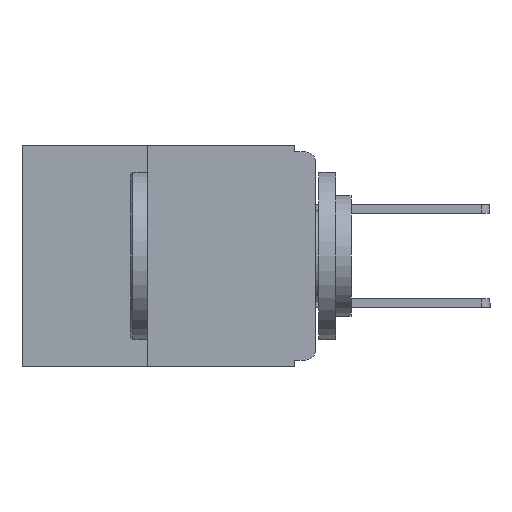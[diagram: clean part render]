
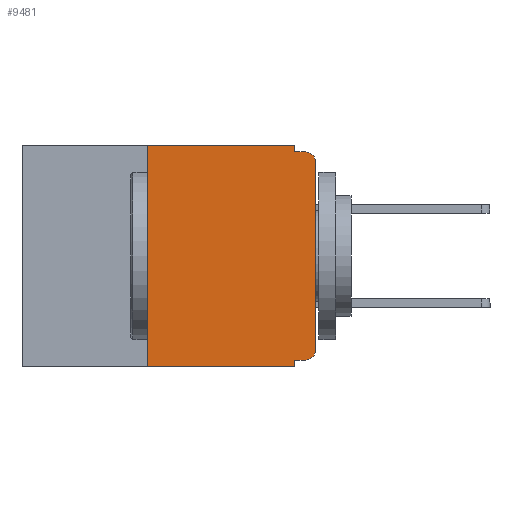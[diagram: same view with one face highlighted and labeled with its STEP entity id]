
A CAD part, left-side view. The second image highlights one B-rep face of the part: STEP entity #9481.
In plain terms, the highlighted planar face has unit normal (-1, 0, 0).
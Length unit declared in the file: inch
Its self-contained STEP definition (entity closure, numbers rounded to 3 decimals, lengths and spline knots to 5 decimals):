
#52 = VERTEX_POINT ( 'NONE', #18751 ) ;
#585 = ORIENTED_EDGE ( 'NONE', *, *, #13531, .T. ) ;
#614 = DIRECTION ( 'NONE',  ( 0., 0., 1. ) ) ;
#1128 = VERTEX_POINT ( 'NONE', #5422 ) ;
#1238 = EDGE_CURVE ( 'NONE', #17367, #4921, #5177, .T. ) ;
#1743 = LINE ( 'NONE', #2644, #9876 ) ;
#1856 = PLANE ( 'NONE',  #17458 ) ;
#2153 = ORIENTED_EDGE ( 'NONE', *, *, #1238, .F. ) ;
#2158 = CARTESIAN_POINT ( 'NONE',  ( 0., 0.031, 0. ) ) ;
#2644 = CARTESIAN_POINT ( 'NONE',  ( 0., 0.25, -0.33 ) ) ;
#2783 = CARTESIAN_POINT ( 'NONE',  ( 0., 0., -0.025 ) ) ;
#2874 = CARTESIAN_POINT ( 'NONE',  ( 0., 0.437, 0. ) ) ;
#3213 = ORIENTED_EDGE ( 'NONE', *, *, #14213, .T. ) ;
#3518 = LINE ( 'NONE', #2158, #14742 ) ;
#3531 = DIRECTION ( 'NONE',  ( 0., 0., -1. ) ) ;
#3814 = DIRECTION ( 'NONE',  ( 0., 0., -1. ) ) ;
#3883 = VECTOR ( 'NONE', #5407, 39.37008 ) ;
#4275 = DIRECTION ( 'NONE',  ( 0., 0., 1. ) ) ;
#4575 = CARTESIAN_POINT ( 'NONE',  ( 0., 0.031, -0.01 ) ) ;
#4921 = VERTEX_POINT ( 'NONE', #18525 ) ;
#5043 = EDGE_CURVE ( 'NONE', #19561, #52, #11303, .T. ) ;
#5177 = LINE ( 'NONE', #13029, #12653 ) ;
#5407 = DIRECTION ( 'NONE',  ( 0., -1., 0. ) ) ;
#5422 = CARTESIAN_POINT ( 'NONE',  ( 0., 0.015, -0.32 ) ) ;
#6881 = DIRECTION ( 'NONE',  ( 0., -1., 0. ) ) ;
#6891 = AXIS2_PLACEMENT_3D ( 'NONE', #19045, #9674, #20562 ) ;
#6963 = CARTESIAN_POINT ( 'NONE',  ( 0., 0.437, -0.33 ) ) ;
#7501 = ORIENTED_EDGE ( 'NONE', *, *, #11416, .F. ) ;
#7613 = EDGE_CURVE ( 'NONE', #1128, #17367, #12436, .T. ) ;
#7632 = ORIENTED_EDGE ( 'NONE', *, *, #10367, .F. ) ;
#7825 = LINE ( 'NONE', #2874, #20308 ) ;
#8014 = EDGE_CURVE ( 'NONE', #14445, #52, #20214, .T. ) ;
#8345 = CARTESIAN_POINT ( 'NONE',  ( 0., 0.437, 0. ) ) ;
#9018 = CARTESIAN_POINT ( 'NONE',  ( 0., 0., -0.32 ) ) ;
#9306 = DIRECTION ( 'NONE',  ( 0., -1., 0. ) ) ;
#9353 = EDGE_CURVE ( 'NONE', #1128, #13983, #16538, .T. ) ;
#9481 = ADVANCED_FACE ( 'NONE', ( #14090 ), #1856, .F. ) ;
#9674 = DIRECTION ( 'NONE',  ( -1., 0., 0. ) ) ;
#9876 = VECTOR ( 'NONE', #4275, 39.37008 ) ;
#10367 = EDGE_CURVE ( 'NONE', #11716, #18025, #1743, .T. ) ;
#11303 = CIRCLE ( 'NONE', #11760, 0.015 ) ;
#11348 = ORIENTED_EDGE ( 'NONE', *, *, #8014, .F. ) ;
#11416 = EDGE_CURVE ( 'NONE', #15421, #14445, #3518, .T. ) ;
#11489 = EDGE_LOOP ( 'NONE', ( #3213, #13154, #11348, #7501, #16188, #7632, #585, #2153, #14345, #17033 ) ) ;
#11716 = VERTEX_POINT ( 'NONE', #18804 ) ;
#11760 = AXIS2_PLACEMENT_3D ( 'NONE', #16796, #16774, #16754 ) ;
#11934 = CARTESIAN_POINT ( 'NONE',  ( 0., 0., 0. ) ) ;
#12174 = DIRECTION ( 'NONE',  ( 0., 1., 0. ) ) ;
#12436 = LINE ( 'NONE', #9018, #19786 ) ;
#12653 = VECTOR ( 'NONE', #18324, 39.37008 ) ;
#13009 = CARTESIAN_POINT ( 'NONE',  ( 0., 0.25, 0. ) ) ;
#13029 = CARTESIAN_POINT ( 'NONE',  ( 0., 0.031, -0.33 ) ) ;
#13119 = DIRECTION ( 'NONE',  ( 1., 0., 0. ) ) ;
#13141 = CARTESIAN_POINT ( 'NONE',  ( 0., 0.031, -0.32 ) ) ;
#13154 = ORIENTED_EDGE ( 'NONE', *, *, #5043, .T. ) ;
#13531 = EDGE_CURVE ( 'NONE', #11716, #4921, #16553, .T. ) ;
#13983 = VERTEX_POINT ( 'NONE', #15999 ) ;
#14090 = FACE_OUTER_BOUND ( 'NONE', #11489, .T. ) ;
#14213 = EDGE_CURVE ( 'NONE', #13983, #19561, #15795, .T. ) ;
#14225 = CARTESIAN_POINT ( 'NONE',  ( 0., 0.031, 0. ) ) ;
#14345 = ORIENTED_EDGE ( 'NONE', *, *, #7613, .F. ) ;
#14445 = VERTEX_POINT ( 'NONE', #4575 ) ;
#14742 = VECTOR ( 'NONE', #3814, 39.37008 ) ;
#15421 = VERTEX_POINT ( 'NONE', #14225 ) ;
#15795 = LINE ( 'NONE', #11934, #16285 ) ;
#15999 = CARTESIAN_POINT ( 'NONE',  ( 0., 0., -0.305 ) ) ;
#16105 = VECTOR ( 'NONE', #6881, 39.37008 ) ;
#16188 = ORIENTED_EDGE ( 'NONE', *, *, #18937, .F. ) ;
#16285 = VECTOR ( 'NONE', #614, 39.37008 ) ;
#16343 = CARTESIAN_POINT ( 'NONE',  ( 0., 0., -0.01 ) ) ;
#16538 = CIRCLE ( 'NONE', #6891, 0.015 ) ;
#16553 = LINE ( 'NONE', #6963, #3883 ) ;
#16754 = DIRECTION ( 'NONE',  ( 0., 0., -1. ) ) ;
#16774 = DIRECTION ( 'NONE',  ( -1., 0., 0. ) ) ;
#16796 = CARTESIAN_POINT ( 'NONE',  ( 0., 0.015, -0.025 ) ) ;
#17033 = ORIENTED_EDGE ( 'NONE', *, *, #9353, .T. ) ;
#17367 = VERTEX_POINT ( 'NONE', #13141 ) ;
#17458 = AXIS2_PLACEMENT_3D ( 'NONE', #8345, #13119, #3531 ) ;
#18025 = VERTEX_POINT ( 'NONE', #13009 ) ;
#18324 = DIRECTION ( 'NONE',  ( 0., 0., -1. ) ) ;
#18525 = CARTESIAN_POINT ( 'NONE',  ( 0., 0.031, -0.33 ) ) ;
#18751 = CARTESIAN_POINT ( 'NONE',  ( 0., 0.015, -0.01 ) ) ;
#18804 = CARTESIAN_POINT ( 'NONE',  ( 0., 0.25, -0.33 ) ) ;
#18937 = EDGE_CURVE ( 'NONE', #18025, #15421, #7825, .T. ) ;
#19045 = CARTESIAN_POINT ( 'NONE',  ( 0., 0.015, -0.305 ) ) ;
#19561 = VERTEX_POINT ( 'NONE', #2783 ) ;
#19786 = VECTOR ( 'NONE', #12174, 39.37008 ) ;
#20214 = LINE ( 'NONE', #16343, #16105 ) ;
#20308 = VECTOR ( 'NONE', #9306, 39.37008 ) ;
#20562 = DIRECTION ( 'NONE',  ( 0., 0., -1. ) ) ;
